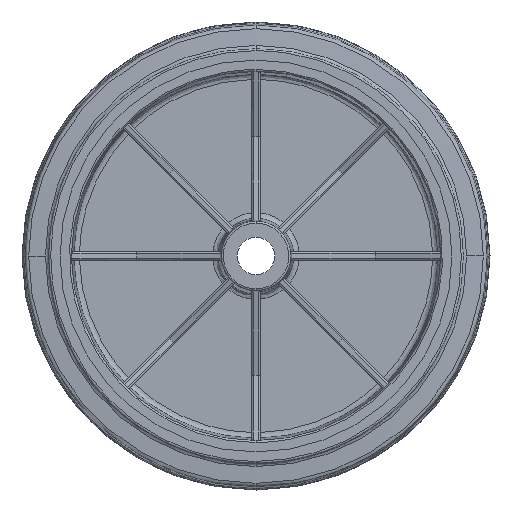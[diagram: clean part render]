
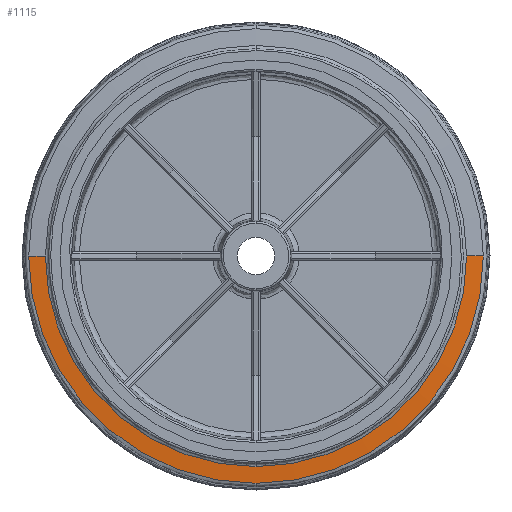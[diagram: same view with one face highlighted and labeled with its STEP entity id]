
A CAD part, left-side view. The second image highlights one B-rep face of the part: STEP entity #1115.
In plain terms, the highlighted conical face has half-angle 86 degrees and reference radius 121.816 mm.
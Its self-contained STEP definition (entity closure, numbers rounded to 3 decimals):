
#241 = AXIS2_PLACEMENT_3D ( 'NONE', #16133, #10667, #9636 ) ;
#305 = FACE_OUTER_BOUND ( 'NONE', #13079, .T. ) ;
#758 = VERTEX_POINT ( 'NONE', #12819 ) ;
#1115 = ADVANCED_FACE ( 'NONE', ( #305 ), #8656, .T. ) ;
#1191 = VERTEX_POINT ( 'NONE', #1898 ) ;
#1215 = DIRECTION ( 'NONE',  ( -1., 0., 0. ) ) ;
#1282 = VECTOR ( 'NONE', #2459, 1000. ) ;
#1402 = AXIS2_PLACEMENT_3D ( 'NONE', #12887, #10167, #5170 ) ;
#1538 = EDGE_CURVE ( 'NONE', #758, #1191, #2200, .T. ) ;
#1898 = CARTESIAN_POINT ( 'NONE',  ( -21.744, -121.816, 0. ) ) ;
#1991 = ORIENTED_EDGE ( 'NONE', *, *, #7286, .T. ) ;
#2200 = CIRCLE ( 'NONE', #8669, 121.816 ) ;
#2435 = VECTOR ( 'NONE', #15412, 1000. ) ;
#2459 = DIRECTION ( 'NONE',  ( 0.07, 0.998, 0. ) ) ;
#2618 = CARTESIAN_POINT ( 'NONE',  ( -22.37, 0., -112.86 ) ) ;
#2776 = AXIS2_PLACEMENT_3D ( 'NONE', #10971, #9955, #15111 ) ;
#3115 = DIRECTION ( 'NONE',  ( 0., 0., -1. ) ) ;
#3982 = CARTESIAN_POINT ( 'NONE',  ( -21.744, 0., 0. ) ) ;
#4921 = VERTEX_POINT ( 'NONE', #14928 ) ;
#5112 = ORIENTED_EDGE ( 'NONE', *, *, #15813, .T. ) ;
#5170 = DIRECTION ( 'NONE',  ( 0., 1., 0. ) ) ;
#5701 = VERTEX_POINT ( 'NONE', #8471 ) ;
#6358 = CARTESIAN_POINT ( 'NONE',  ( -21.744, -121.816, 0. ) ) ;
#6603 = DIRECTION ( 'NONE',  ( 0., 1., 0. ) ) ;
#6711 = ORIENTED_EDGE ( 'NONE', *, *, #8049, .T. ) ;
#7216 = CARTESIAN_POINT ( 'NONE',  ( -22.37, -112.86, 0. ) ) ;
#7286 = EDGE_CURVE ( 'NONE', #12379, #4921, #13177, .T. ) ;
#7346 = CIRCLE ( 'NONE', #2776, 121.816 ) ;
#7491 = AXIS2_PLACEMENT_3D ( 'NONE', #14615, #10813, #3115 ) ;
#7896 = LINE ( 'NONE', #6358, #2435 ) ;
#8049 = EDGE_CURVE ( 'NONE', #10185, #12379, #13706, .T. ) ;
#8314 = ORIENTED_EDGE ( 'NONE', *, *, #1538, .T. ) ;
#8471 = CARTESIAN_POINT ( 'NONE',  ( -21.744, 121.816, 0. ) ) ;
#8656 = CONICAL_SURFACE ( 'NONE', #1402, 121.816, 1.501 ) ;
#8669 = AXIS2_PLACEMENT_3D ( 'NONE', #3982, #1215, #6603 ) ;
#9286 = LINE ( 'NONE', #12944, #1282 ) ;
#9636 = DIRECTION ( 'NONE',  ( 0., 0., -1. ) ) ;
#9955 = DIRECTION ( 'NONE',  ( -1., 0., 0. ) ) ;
#10167 = DIRECTION ( 'NONE',  ( 1., 0., 0. ) ) ;
#10185 = VERTEX_POINT ( 'NONE', #7216 ) ;
#10667 = DIRECTION ( 'NONE',  ( 1., 0., 0. ) ) ;
#10813 = DIRECTION ( 'NONE',  ( 1., 0., 0. ) ) ;
#10971 = CARTESIAN_POINT ( 'NONE',  ( -21.744, 0., 0. ) ) ;
#11557 = EDGE_CURVE ( 'NONE', #5701, #758, #7346, .T. ) ;
#12379 = VERTEX_POINT ( 'NONE', #2618 ) ;
#12819 = CARTESIAN_POINT ( 'NONE',  ( -21.744, 0., -121.816 ) ) ;
#12887 = CARTESIAN_POINT ( 'NONE',  ( -21.744, 0., 0. ) ) ;
#12944 = CARTESIAN_POINT ( 'NONE',  ( -21.744, 121.816, 0. ) ) ;
#13079 = EDGE_LOOP ( 'NONE', ( #13206, #6711, #1991, #5112, #13793, #8314 ) ) ;
#13177 = CIRCLE ( 'NONE', #241, 112.86 ) ;
#13206 = ORIENTED_EDGE ( 'NONE', *, *, #14776, .F. ) ;
#13706 = CIRCLE ( 'NONE', #7491, 112.86 ) ;
#13793 = ORIENTED_EDGE ( 'NONE', *, *, #11557, .T. ) ;
#14615 = CARTESIAN_POINT ( 'NONE',  ( -22.37, 0., 0. ) ) ;
#14776 = EDGE_CURVE ( 'NONE', #10185, #1191, #7896, .T. ) ;
#14928 = CARTESIAN_POINT ( 'NONE',  ( -22.37, 112.86, 0. ) ) ;
#15111 = DIRECTION ( 'NONE',  ( 0., 1., 0. ) ) ;
#15412 = DIRECTION ( 'NONE',  ( 0.07, -0.998, 0. ) ) ;
#15813 = EDGE_CURVE ( 'NONE', #4921, #5701, #9286, .T. ) ;
#16133 = CARTESIAN_POINT ( 'NONE',  ( -22.37, 0., 0. ) ) ;
